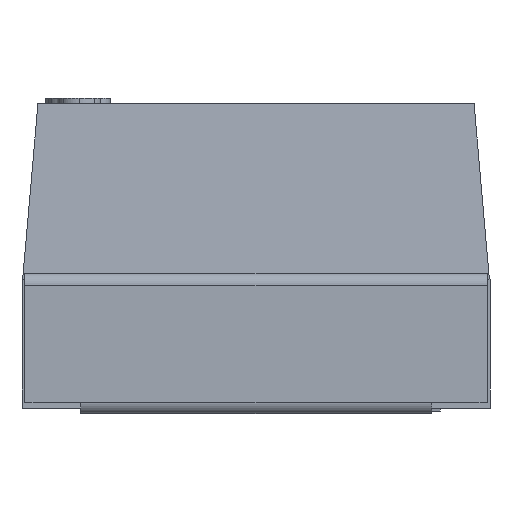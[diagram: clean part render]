
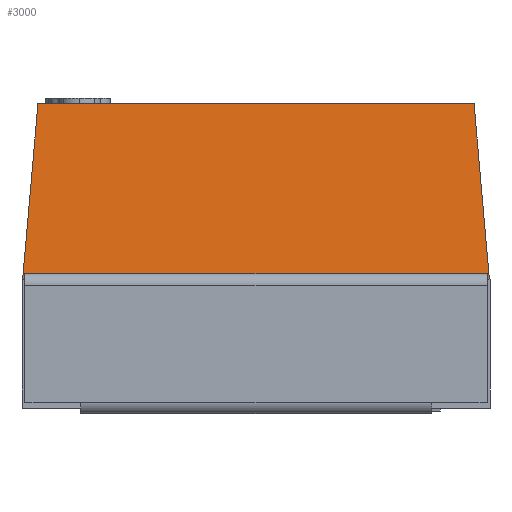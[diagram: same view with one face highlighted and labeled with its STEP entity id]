
A CAD part, left-side view. The second image highlights one B-rep face of the part: STEP entity #3000.
In plain terms, the highlighted planar face has unit normal (-0.996, 0, 0.087).
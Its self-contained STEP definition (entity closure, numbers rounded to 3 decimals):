
#26 = DIRECTION ( 'NONE',  ( 0., 1., 0. ) ) ;
#38 = VERTEX_POINT ( 'NONE', #885 ) ;
#218 = VERTEX_POINT ( 'NONE', #7594 ) ;
#231 = VERTEX_POINT ( 'NONE', #5850 ) ;
#248 = LINE ( 'NONE', #6138, #3670 ) ;
#364 = ORIENTED_EDGE ( 'NONE', *, *, #2548, .T. ) ;
#655 = VERTEX_POINT ( 'NONE', #2027 ) ;
#885 = CARTESIAN_POINT ( 'NONE',  ( -0.6, -0.399, 0.22 ) ) ;
#1033 = EDGE_CURVE ( 'NONE', #12294, #38, #11114, .T. ) ;
#1052 = ORIENTED_EDGE ( 'NONE', *, *, #10416, .F. ) ;
#1341 = DIRECTION ( 'NONE',  ( -0.087, -0.087, -0.992 ) ) ;
#1589 = EDGE_CURVE ( 'NONE', #655, #38, #4619, .T. ) ;
#1797 = LINE ( 'NONE', #5730, #7470 ) ;
#1804 = CARTESIAN_POINT ( 'NONE',  ( -0.6, 0.395, 0.22 ) ) ;
#2007 = EDGE_CURVE ( 'NONE', #3512, #12294, #6252, .T. ) ;
#2027 = CARTESIAN_POINT ( 'NONE',  ( -0.574, -0.373, 0.52 ) ) ;
#2045 = AXIS2_PLACEMENT_3D ( 'NONE', #11410, #5529, #12459 ) ;
#2224 = DIRECTION ( 'NONE',  ( 0., -1., 0. ) ) ;
#2548 = EDGE_CURVE ( 'NONE', #7544, #218, #4269, .T. ) ;
#2659 = VECTOR ( 'NONE', #10246, 1000. ) ;
#3000 = ADVANCED_FACE ( 'NONE', ( #11152 ), #4414, .T. ) ;
#3128 = ORIENTED_EDGE ( 'NONE', *, *, #1033, .T. ) ;
#3512 = VERTEX_POINT ( 'NONE', #12173 ) ;
#3670 = VECTOR ( 'NONE', #7224, 1000. ) ;
#3994 = EDGE_CURVE ( 'NONE', #231, #5875, #10966, .T. ) ;
#4269 = LINE ( 'NONE', #6163, #2659 ) ;
#4392 = ORIENTED_EDGE ( 'NONE', *, *, #3994, .F. ) ;
#4414 = PLANE ( 'NONE',  #2045 ) ;
#4619 = LINE ( 'NONE', #8573, #11709 ) ;
#4811 = ORIENTED_EDGE ( 'NONE', *, *, #12412, .T. ) ;
#4983 = LINE ( 'NONE', #8959, #6844 ) ;
#5244 = ORIENTED_EDGE ( 'NONE', *, *, #9036, .F. ) ;
#5529 = DIRECTION ( 'NONE',  ( -0.996, 0., 0.087 ) ) ;
#5730 = CARTESIAN_POINT ( 'NONE',  ( -0.599, 0.399, 0.23 ) ) ;
#5850 = CARTESIAN_POINT ( 'NONE',  ( -0.599, 0.395, 0.23 ) ) ;
#5875 = VERTEX_POINT ( 'NONE', #9354 ) ;
#6128 = VECTOR ( 'NONE', #12220, 1000. ) ;
#6138 = CARTESIAN_POINT ( 'NONE',  ( -0.574, 0., 0.52 ) ) ;
#6163 = CARTESIAN_POINT ( 'NONE',  ( -0.6, 0.399, 0.22 ) ) ;
#6252 = LINE ( 'NONE', #7147, #6128 ) ;
#6844 = VECTOR ( 'NONE', #11675, 1000. ) ;
#7117 = ORIENTED_EDGE ( 'NONE', *, *, #2007, .T. ) ;
#7147 = CARTESIAN_POINT ( 'NONE',  ( -0.6, -0.395, 0.22 ) ) ;
#7224 = DIRECTION ( 'NONE',  ( 0., -1., 0. ) ) ;
#7470 = VECTOR ( 'NONE', #26, 1000. ) ;
#7544 = VERTEX_POINT ( 'NONE', #12182 ) ;
#7594 = CARTESIAN_POINT ( 'NONE',  ( -0.6, 0.399, 0.22 ) ) ;
#8573 = CARTESIAN_POINT ( 'NONE',  ( -0.591, -0.39, 0.323 ) ) ;
#8714 = EDGE_LOOP ( 'NONE', ( #5244, #7117, #3128, #10682, #1052, #364, #4811, #4392 ) ) ;
#8849 = DIRECTION ( 'NONE',  ( -0.087, 0., -0.996 ) ) ;
#8959 = CARTESIAN_POINT ( 'NONE',  ( -0.6, 0.399, 0.22 ) ) ;
#9036 = EDGE_CURVE ( 'NONE', #3512, #231, #1797, .T. ) ;
#9354 = CARTESIAN_POINT ( 'NONE',  ( -0.6, 0.395, 0.22 ) ) ;
#9504 = CARTESIAN_POINT ( 'NONE',  ( -0.6, -0.395, 0.22 ) ) ;
#9801 = VECTOR ( 'NONE', #8849, 1000. ) ;
#10246 = DIRECTION ( 'NONE',  ( -0.087, 0.087, -0.992 ) ) ;
#10416 = EDGE_CURVE ( 'NONE', #7544, #655, #248, .T. ) ;
#10682 = ORIENTED_EDGE ( 'NONE', *, *, #1589, .F. ) ;
#10966 = LINE ( 'NONE', #1804, #9801 ) ;
#11054 = CARTESIAN_POINT ( 'NONE',  ( -0.6, 0.399, 0.22 ) ) ;
#11114 = LINE ( 'NONE', #11054, #11735 ) ;
#11152 = FACE_OUTER_BOUND ( 'NONE', #8714, .T. ) ;
#11410 = CARTESIAN_POINT ( 'NONE',  ( -0.6, 0.399, 0.22 ) ) ;
#11675 = DIRECTION ( 'NONE',  ( 0., -1., 0. ) ) ;
#11709 = VECTOR ( 'NONE', #1341, 1000. ) ;
#11735 = VECTOR ( 'NONE', #2224, 1000. ) ;
#12173 = CARTESIAN_POINT ( 'NONE',  ( -0.599, -0.395, 0.23 ) ) ;
#12182 = CARTESIAN_POINT ( 'NONE',  ( -0.574, 0.373, 0.52 ) ) ;
#12220 = DIRECTION ( 'NONE',  ( -0.087, 0., -0.996 ) ) ;
#12294 = VERTEX_POINT ( 'NONE', #9504 ) ;
#12412 = EDGE_CURVE ( 'NONE', #218, #5875, #4983, .T. ) ;
#12459 = DIRECTION ( 'NONE',  ( -0.087, 0., -0.996 ) ) ;
